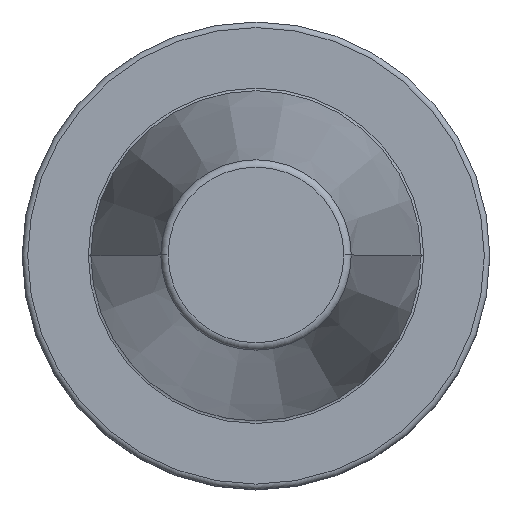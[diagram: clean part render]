
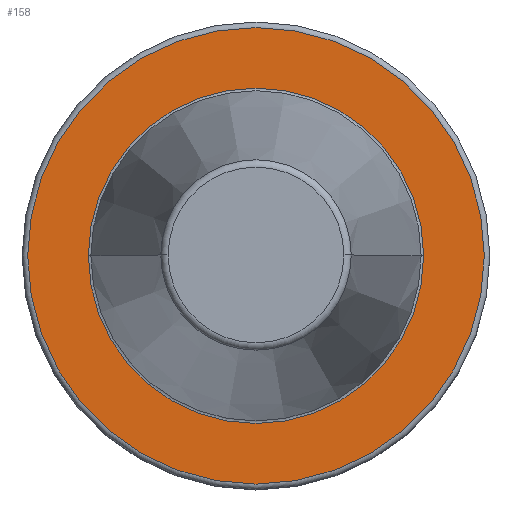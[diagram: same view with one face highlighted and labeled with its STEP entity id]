
A CAD part, top view. The second image highlights one B-rep face of the part: STEP entity #158.
In plain terms, the highlighted planar face has unit normal (0, 0, 1).
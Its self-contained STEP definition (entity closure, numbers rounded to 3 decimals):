
#158=ADVANCED_FACE('',(#186,#187),#176,.F.);
#176=PLANE('',#649);
#186=FACE_BOUND('',#216,.T.);
#187=FACE_BOUND('',#217,.T.);
#216=EDGE_LOOP('',(#324,#325));
#217=EDGE_LOOP('',(#326));
#324=ORIENTED_EDGE('',*,*,#430,.T.);
#325=ORIENTED_EDGE('',*,*,#428,.T.);
#326=ORIENTED_EDGE('',*,*,#460,.T.);
#383=VERTEX_POINT('',#904);
#386=VERTEX_POINT('',#909);
#408=VERTEX_POINT('',#975);
#428=EDGE_CURVE('',#383,#386,#501,.T.);
#430=EDGE_CURVE('',#386,#383,#503,.T.);
#460=EDGE_CURVE('',#408,#408,#522,.T.);
#501=CIRCLE('',#590,22.563);
#503=CIRCLE('',#593,22.563);
#522=CIRCLE('',#622,30.725);
#590=AXIS2_PLACEMENT_3D('',#910,#699,#700);
#593=AXIS2_PLACEMENT_3D('',#913,#705,#706);
#622=AXIS2_PLACEMENT_3D('',#974,#774,#775);
#649=AXIS2_PLACEMENT_3D('',#1013,#831,#832);
#699=DIRECTION('',(0.,0.,-1.));
#700=DIRECTION('',(-1.,0.,0.));
#705=DIRECTION('',(0.,0.,-1.));
#706=DIRECTION('',(-1.,0.,0.));
#774=DIRECTION('',(0.,0.,1.));
#775=DIRECTION('',(-1.,0.,0.));
#831=DIRECTION('',(0.,0.,-1.));
#832=DIRECTION('',(1.,0.,0.));
#904=CARTESIAN_POINT('',(-22.563,0.,-2.));
#909=CARTESIAN_POINT('',(22.563,0.,-2.));
#910=CARTESIAN_POINT('',(0.,0.,-2.));
#913=CARTESIAN_POINT('',(0.,0.,-2.));
#974=CARTESIAN_POINT('',(0.,0.,-2.));
#975=CARTESIAN_POINT('',(-30.725,0.,-2.));
#1013=CARTESIAN_POINT('',(0.,31.475,-2.));
